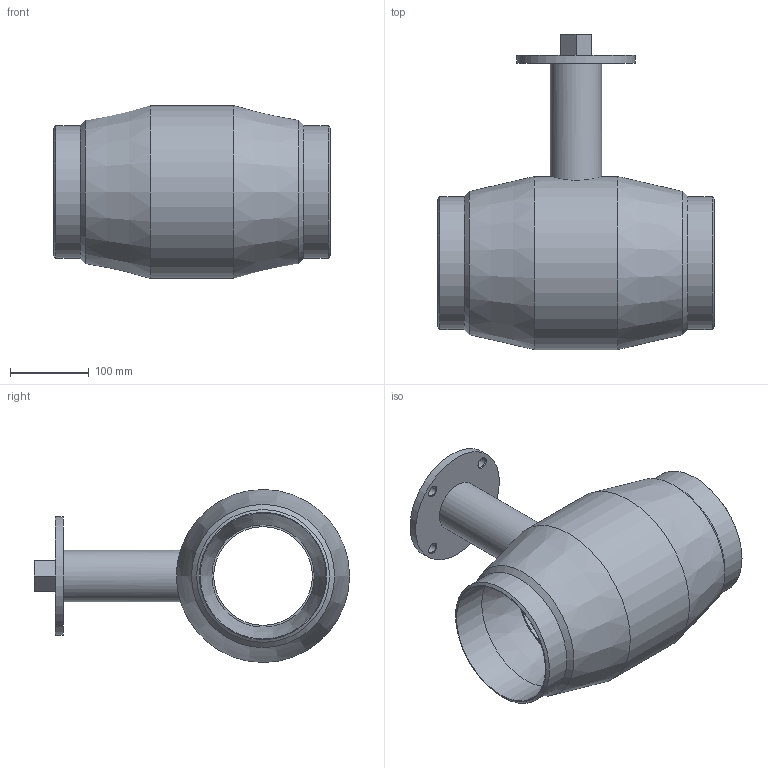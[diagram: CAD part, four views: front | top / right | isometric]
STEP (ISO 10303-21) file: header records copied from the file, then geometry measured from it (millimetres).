
FILE_DESCRIPTION((''),'2;1');
FILE_NAME('AT3590-150.stp','2016-03-07T09:46:01',('Przemo'),(''),'Autodesk Inventor 2012','Autodesk Inventor 2012','');
FILE_SCHEMA(('AUTOMOTIVE_DESIGN { 1 0 10303 214 1 1 1 1 }'));
Length unit declared in the file: millimetre
Products named in the file (1): AT3590-150
Bounding box: 350 x 399.05 x 219.1 mm (x, y, z)
Volume: 6214625.5 mm3; surface area: 452764 mm2
Topology: 1 solids, 1 shells, 39 faces, 83 edges, 52 vertices
Faces by surface type: cylinder 14, plane 13, cone 12
Full cylindrical faces by diameter (mm): 13 x4, 65 x2, 85 x1, 125 x1, 150 x1, 159.3 x2, 168.3 x2, 219.1 x1
Entity records: 974 total; most frequent: CARTESIAN_POINT 201, DIRECTION 166, ORIENTED_EDGE 100, EDGE_LOOP 82, AXIS2_PLACEMENT_3D 77, EDGE_CURVE 50, VERTEX_POINT 46, FACE_BOUND 43
